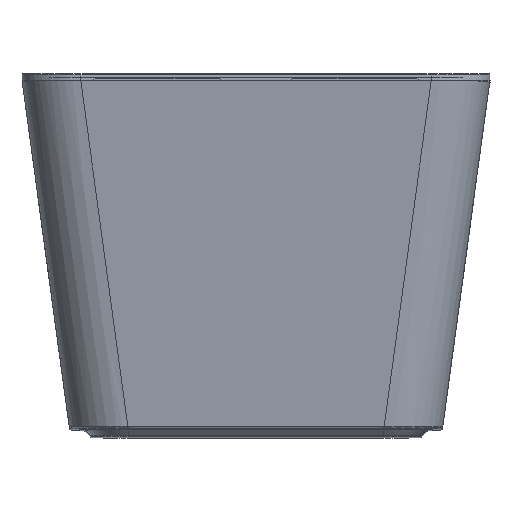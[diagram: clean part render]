
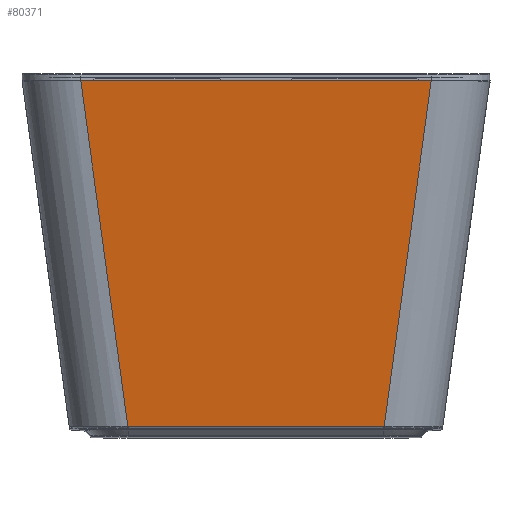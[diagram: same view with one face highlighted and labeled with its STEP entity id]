
A CAD part, top view. The second image highlights one B-rep face of the part: STEP entity #80371.
In plain terms, the highlighted planar face has unit normal (0, -0.143, 0.99).
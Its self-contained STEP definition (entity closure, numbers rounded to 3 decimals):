
#64613=CARTESIAN_POINT('',(-219.104,-577.884,
814.347));
#64614=CARTESIAN_POINT('',(-219.011,-577.885,
814.347));
#64615=CARTESIAN_POINT('',(-218.824,-577.885,
814.347));
#64616=CARTESIAN_POINT('',(-218.637,-577.885,
814.347));
#64617=CARTESIAN_POINT('',(-218.544,-577.885,
814.347));
#64619=DIRECTION('',(0.134,-0.981,-0.142));
#64620=VECTOR('',#64619,601.397);
#64621=CARTESIAN_POINT('',(-299.5,12.,899.5));
#64622=LINE('',#64621,#64620);
#64623=DIRECTION('',(1.,0.,0.));
#64624=VECTOR('',#64623,599.);
#64625=CARTESIAN_POINT('',(-299.5,12.,899.5));
#64626=LINE('',#64625,#64624);
#64627=DIRECTION('',(-0.134,-0.981,-0.142));
#64628=VECTOR('',#64627,601.397);
#64629=CARTESIAN_POINT('',(299.5,12.,899.5));
#64630=LINE('',#64629,#64628);
#64631=CARTESIAN_POINT('',(218.544,-577.885,
814.347));
#64632=CARTESIAN_POINT('',(218.637,-577.885,
814.347));
#64633=CARTESIAN_POINT('',(218.824,-577.885,
814.347));
#64634=CARTESIAN_POINT('',(219.011,-577.885,
814.347));
#64635=CARTESIAN_POINT('',(219.104,-577.884,
814.347));
#64637=DIRECTION('',(1.,0.,0.));
#64638=VECTOR('',#64637,437.087);
#64639=CARTESIAN_POINT('',(-218.544,-577.885,
814.347));
#64640=LINE('',#64639,#64638);
#66135=CARTESIAN_POINT('',(-299.5,12.,899.5));
#66136=CARTESIAN_POINT('',(299.5,12.,899.5));
#66137=VERTEX_POINT('',#66135);
#66138=VERTEX_POINT('',#66136);
#66893=VERTEX_POINT('',#64613);
#66894=VERTEX_POINT('',#64617);
#66897=CARTESIAN_POINT('',(218.544,-577.885,
814.347));
#66898=VERTEX_POINT('',#66897);
#66901=VERTEX_POINT('',#64635);
#80353=CARTESIAN_POINT('',(128.625,-298.,854.75));
#80354=DIRECTION('',(0.,-0.143,0.99));
#80355=DIRECTION('',(1.,0.,0.));
#80356=AXIS2_PLACEMENT_3D('',#80353,#80354,#80355);
#80357=PLANE('',#80356);
#80359=ORIENTED_EDGE('',*,*,#80358,.F.);
#80361=ORIENTED_EDGE('',*,*,#80360,.F.);
#80362=ORIENTED_EDGE('',*,*,#73780,.T.);
#80364=ORIENTED_EDGE('',*,*,#80363,.T.);
#80366=ORIENTED_EDGE('',*,*,#80365,.F.);
#80368=ORIENTED_EDGE('',*,*,#80367,.F.);
#80369=EDGE_LOOP('',(#80359,#80361,#80362,#80364,#80366,#80368));
#80370=FACE_OUTER_BOUND('',#80369,.F.);
#80371=ADVANCED_FACE('',(#80370),#80357,.T.);
#64618=B_SPLINE_CURVE_WITH_KNOTS('',3,(#64613,#64614,#64615,#64616,#64617),
.UNSPECIFIED.,.F.,.F.,(4,1,4),(0.,0.5,1.),.UNSPECIFIED.);
#64636=B_SPLINE_CURVE_WITH_KNOTS('',3,(#64631,#64632,#64633,#64634,#64635),
.UNSPECIFIED.,.F.,.F.,(4,1,4),(0.,0.5,1.),.UNSPECIFIED.);
#73780=EDGE_CURVE('',#66137,#66138,#64626,.T.);
#80358=EDGE_CURVE('',#66893,#66894,#64618,.T.);
#80360=EDGE_CURVE('',#66137,#66893,#64622,.T.);
#80363=EDGE_CURVE('',#66138,#66901,#64630,.T.);
#80365=EDGE_CURVE('',#66898,#66901,#64636,.T.);
#80367=EDGE_CURVE('',#66894,#66898,#64640,.T.);
